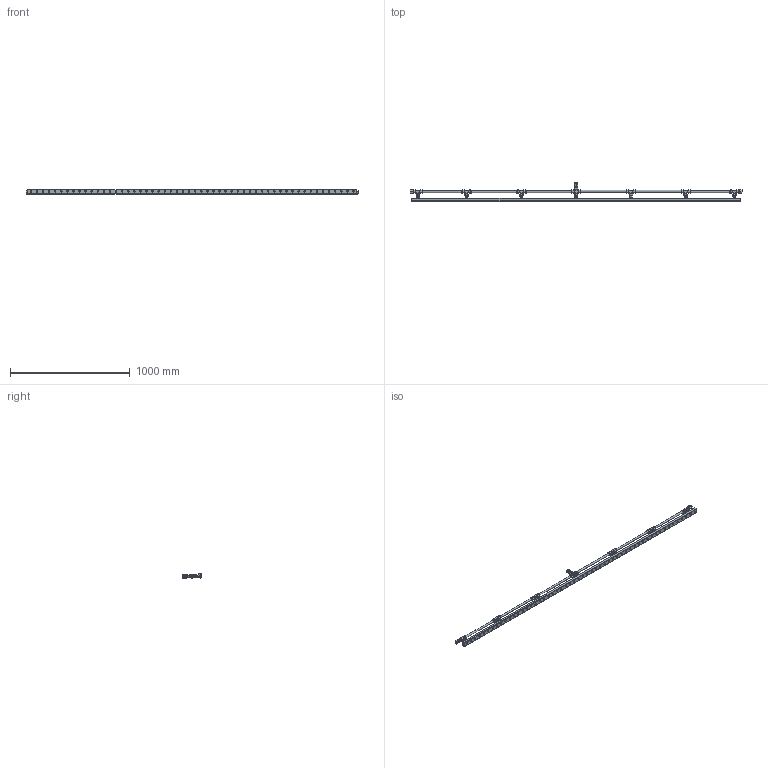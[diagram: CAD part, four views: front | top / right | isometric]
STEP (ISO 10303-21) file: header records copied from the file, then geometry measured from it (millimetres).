
FILE_DESCRIPTION(/* description */ (''),/* implementation_level */ '2;1');
FILE_NAME(/* name */ '1100108SS-316PKI.stp',/* time_stamp */ '2015-12-15T11:16:37-05:00',/* author */ ('Adam Laub'),/* organization */ (''),/* preprocessor_version */ 'ST-DEVELOPER v15.2',/* originating_system */ 'Autodesk Inventor 2014',/* authorisation */ '');
FILE_SCHEMA (('AUTOMOTIVE_DESIGN { 1 0 10303 214 3 1 1 }'));
Length unit declared in the file: inch
Products named in the file (11): 901465SS; 901656; 901657; 901660; 901664; 901658; 901659; 901663; 901480ss; Unbrako - 1_4 x 5_8 - 20(10); 1100108SS-316PKI
Bounding box: 2771.14 x 158.41 x 39.02 mm (x, y, z)
Volume: 2903884.9 mm3; surface area: 983990 mm2
Topology: 80 solids, 80 shells, 1962 faces, 4218 edges, 2672 vertices
Faces by surface type: plane 1271, cylinder 470, cone 113, torus 108
Full cylindrical faces by diameter (mm): 5.159 x54, 6.35 x54, 6.731 x55, 7.144 x54, 9.525 x7, 11.1 x54, 11.112 x9, 11.938 x3, 12.065 x7, 12.7 x70, 13.386 x6, 13.589 x7, 15.875 x39, 19.05 x3, 20.574 x22, 24.765 x1, 25.4 x22, 26.543 x3
Entity records: 16234 total; most frequent: DIRECTION 2973, CARTESIAN_POINT 2527, ORIENTED_EDGE 1992, AXIS2_PLACEMENT_3D 1281, EDGE_LOOP 1271, EDGE_CURVE 996, VERTEX_POINT 817, FACE_BOUND 700
